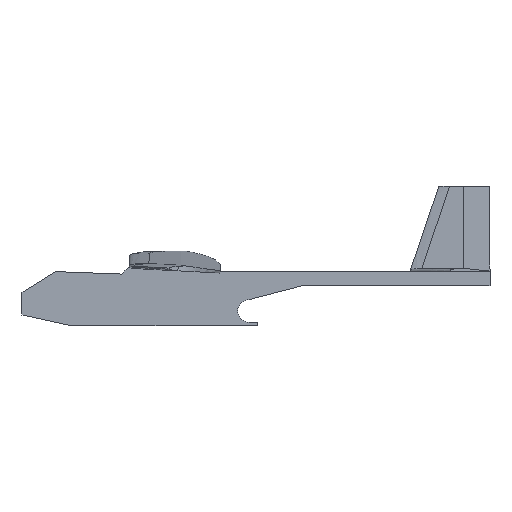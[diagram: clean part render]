
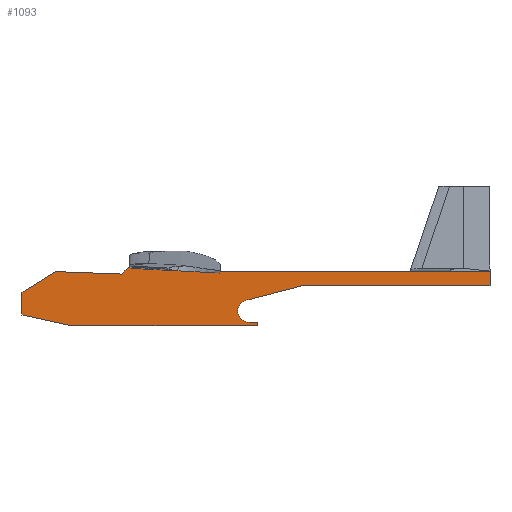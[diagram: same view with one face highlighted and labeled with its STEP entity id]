
A CAD part, left-side view. The second image highlights one B-rep face of the part: STEP entity #1093.
In plain terms, the highlighted planar face has unit normal (-1, 0, 0).
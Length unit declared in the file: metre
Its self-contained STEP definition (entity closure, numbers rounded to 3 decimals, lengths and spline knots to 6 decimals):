
#12=CIRCLE('',#1144,0.01);
#35=B_SPLINE_CURVE_WITH_KNOTS('',3,(#1519,#1520,#1521,#1522,#1523,#1524,
#1525,#1526,#1527,#1528,#1529,#1530,#1531),.UNSPECIFIED.,.F.,.F.,(4,1,1,
1,1,1,1,1,1,1,4),(0.,0.000203,0.000407,0.000813,
0.00122,0.001627,0.00244,0.003253,
0.004067,0.00488,0.006507),
 .UNSPECIFIED.);
#299=ORIENTED_EDGE('',*,*,#429,.F.);
#300=ORIENTED_EDGE('',*,*,#538,.T.);
#301=ORIENTED_EDGE('',*,*,#535,.T.);
#302=ORIENTED_EDGE('',*,*,#532,.F.);
#303=ORIENTED_EDGE('',*,*,#529,.T.);
#304=ORIENTED_EDGE('',*,*,#526,.F.);
#305=ORIENTED_EDGE('',*,*,#523,.T.);
#306=ORIENTED_EDGE('',*,*,#520,.T.);
#307=ORIENTED_EDGE('',*,*,#517,.T.);
#308=ORIENTED_EDGE('',*,*,#514,.F.);
#309=ORIENTED_EDGE('',*,*,#511,.T.);
#310=ORIENTED_EDGE('',*,*,#508,.T.);
#311=ORIENTED_EDGE('',*,*,#503,.F.);
#312=ORIENTED_EDGE('',*,*,#541,.F.);
#313=ORIENTED_EDGE('',*,*,#496,.F.);
#314=ORIENTED_EDGE('',*,*,#481,.T.);
#315=ORIENTED_EDGE('',*,*,#451,.T.);
#316=ORIENTED_EDGE('',*,*,#419,.T.);
#317=ORIENTED_EDGE('',*,*,#425,.F.);
#419=EDGE_CURVE('',#583,#584,#690,.T.);
#425=EDGE_CURVE('',#588,#584,#35,.T.);
#429=EDGE_CURVE('',#592,#588,#694,.T.);
#451=EDGE_CURVE('',#603,#583,#706,.T.);
#481=EDGE_CURVE('',#624,#603,#714,.T.);
#496=EDGE_CURVE('',#624,#636,#726,.T.);
#503=EDGE_CURVE('',#642,#643,#733,.T.);
#508=EDGE_CURVE('',#647,#643,#738,.T.);
#511=EDGE_CURVE('',#649,#647,#741,.T.);
#514=EDGE_CURVE('',#649,#651,#12,.T.);
#517=EDGE_CURVE('',#653,#651,#745,.T.);
#520=EDGE_CURVE('',#655,#653,#748,.T.);
#523=EDGE_CURVE('',#657,#655,#751,.T.);
#526=EDGE_CURVE('',#657,#659,#754,.T.);
#529=EDGE_CURVE('',#661,#659,#757,.T.);
#532=EDGE_CURVE('',#661,#663,#760,.T.);
#535=EDGE_CURVE('',#665,#663,#763,.T.);
#538=EDGE_CURVE('',#592,#665,#766,.T.);
#541=EDGE_CURVE('',#636,#642,#769,.T.);
#583=VERTEX_POINT('',#1368);
#584=VERTEX_POINT('',#1369);
#588=VERTEX_POINT('',#1517);
#592=VERTEX_POINT('',#1565);
#603=VERTEX_POINT('',#1757);
#624=VERTEX_POINT('',#3392);
#636=VERTEX_POINT('',#3429);
#642=VERTEX_POINT('',#3444);
#643=VERTEX_POINT('',#3446);
#647=VERTEX_POINT('',#3456);
#649=VERTEX_POINT('',#3462);
#651=VERTEX_POINT('',#3468);
#653=VERTEX_POINT('',#3474);
#655=VERTEX_POINT('',#3480);
#657=VERTEX_POINT('',#3486);
#659=VERTEX_POINT('',#3492);
#661=VERTEX_POINT('',#3498);
#663=VERTEX_POINT('',#3504);
#665=VERTEX_POINT('',#3510);
#690=LINE('',#1367,#792);
#694=LINE('',#1566,#796);
#706=LINE('',#1768,#808);
#714=LINE('',#3391,#816);
#726=LINE('',#3431,#828);
#733=LINE('',#3445,#835);
#738=LINE('',#3455,#840);
#741=LINE('',#3461,#843);
#745=LINE('',#3473,#847);
#748=LINE('',#3479,#850);
#751=LINE('',#3485,#853);
#754=LINE('',#3491,#856);
#757=LINE('',#3497,#859);
#760=LINE('',#3503,#862);
#763=LINE('',#3509,#865);
#766=LINE('',#3515,#868);
#769=LINE('',#3520,#871);
#792=VECTOR('',#1175,1.);
#796=VECTOR('',#1181,1.);
#808=VECTOR('',#1197,1.);
#816=VECTOR('',#1219,1.);
#828=VECTOR('',#1237,1.);
#835=VECTOR('',#1246,1.);
#840=VECTOR('',#1253,1.);
#843=VECTOR('',#1258,1.);
#847=VECTOR('',#1270,1.);
#850=VECTOR('',#1275,1.);
#853=VECTOR('',#1280,1.);
#856=VECTOR('',#1285,1.);
#859=VECTOR('',#1290,1.);
#862=VECTOR('',#1295,1.);
#865=VECTOR('',#1300,1.);
#868=VECTOR('',#1305,1.);
#871=VECTOR('',#1312,1.);
#933=EDGE_LOOP('',(#299,#300,#301,#302,#303,#304,#305,#306,#307,#308,#309,
#310,#311,#312,#313,#314,#315,#316,#317));
#992=FACE_BOUND('',#933,.T.);
#1038=PLANE('',#1155);
#1093=ADVANCED_FACE('',(#992),#1038,.F.);
#1144=AXIS2_PLACEMENT_3D('',#3467,#1263,#1264);
#1155=AXIS2_PLACEMENT_3D('',#3519,#1310,#1311);
#1175=DIRECTION('',(0.,0.999,0.052));
#1181=DIRECTION('',(0.,0.052,-0.999));
#1197=DIRECTION('',(0.,0.052,-0.999));
#1219=DIRECTION('',(0.,0.999,0.052));
#1237=DIRECTION('',(0.,-1.,0.));
#1246=DIRECTION('',(0.,0.,-1.));
#1253=DIRECTION('',(0.,-1.,0.));
#1258=DIRECTION('',(0.,-0.968,0.25));
#1263=DIRECTION('',(-1.,0.,0.));
#1264=DIRECTION('',(0.,0.,-1.));
#1270=DIRECTION('',(0.,1.,0.024));
#1275=DIRECTION('',(0.,0.,1.));
#1280=DIRECTION('',(0.,-1.,0.));
#1285=DIRECTION('',(0.,0.977,0.211));
#1290=DIRECTION('',(0.,0.,-1.));
#1295=DIRECTION('',(0.,-0.85,0.527));
#1300=DIRECTION('',(0.,0.999,0.036));
#1305=DIRECTION('',(0.,0.707,-0.707));
#1310=DIRECTION('',(1.,0.,0.));
#1311=DIRECTION('',(0.,1.,0.));
#1312=DIRECTION('',(0.,-1.,0.));
#1367=CARTESIAN_POINT('',(0.13,-0.046103,-0.00459));
#1368=CARTESIAN_POINT('',(0.13,-0.086048,-0.006683));
#1369=CARTESIAN_POINT('',(0.13,-0.012349,-0.002821));
#1517=CARTESIAN_POINT('',(0.13,-0.00621,-0.001498));
#1519=CARTESIAN_POINT('',(0.13,-0.00621,-0.001498));
#1520=CARTESIAN_POINT('',(0.13,-0.006207,-0.001567));
#1521=CARTESIAN_POINT('',(0.13,-0.006288,-0.001688));
#1522=CARTESIAN_POINT('',(0.13,-0.00651,-0.001841));
#1523=CARTESIAN_POINT('',(0.13,-0.006819,-0.001977));
#1524=CARTESIAN_POINT('',(0.13,-0.0072,-0.002104));
#1525=CARTESIAN_POINT('',(0.13,-0.007715,-0.002243));
#1526=CARTESIAN_POINT('',(0.13,-0.008368,-0.002382));
#1527=CARTESIAN_POINT('',(0.13,-0.009159,-0.002514));
#1528=CARTESIAN_POINT('',(0.13,-0.009954,-0.002621));
#1529=CARTESIAN_POINT('',(0.13,-0.011016,-0.002735));
#1530=CARTESIAN_POINT('',(0.13,-0.011815,-0.002793));
#1531=CARTESIAN_POINT('',(0.13,-0.012349,-0.002821));
#1565=CARTESIAN_POINT('',(0.13,-0.006221,-0.001289));
#1566=CARTESIAN_POINT('',(0.13,-0.00642,0.002497));
#1757=CARTESIAN_POINT('',(0.13,-0.086114,-0.005436));
#1768=CARTESIAN_POINT('',(0.13,-0.08631,-0.00169));
#3391=CARTESIAN_POINT('',(0.13,-0.046205,-0.003344));
#3392=CARTESIAN_POINT('',(0.13,-0.08615,-0.005438));
#3429=CARTESIAN_POINT('',(0.13,-0.253248,-0.005438));
#3431=CARTESIAN_POINT('',(0.13,-0.204699,-0.005438));
#3444=CARTESIAN_POINT('',(0.13,-0.323248,-0.005438));
#3445=CARTESIAN_POINT('',(0.13,-0.323248,-0.011595));
#3446=CARTESIAN_POINT('',(0.13,-0.323248,-0.017753));
#3455=CARTESIAN_POINT('',(0.13,-0.241095,-0.017753));
#3456=CARTESIAN_POINT('',(0.13,-0.158942,-0.017753));
#3461=CARTESIAN_POINT('',(0.13,-0.135286,-0.023864));
#3462=CARTESIAN_POINT('',(0.13,-0.11163,-0.029974));
#3467=CARTESIAN_POINT('',(0.13,-0.11163,-0.039974));
#3468=CARTESIAN_POINT('',(0.13,-0.11163,-0.049974));
#3473=CARTESIAN_POINT('',(0.13,-0.115251,-0.05006));
#3474=CARTESIAN_POINT('',(0.13,-0.118872,-0.050145));
#3479=CARTESIAN_POINT('',(0.13,-0.118872,-0.051569));
#3480=CARTESIAN_POINT('',(0.13,-0.118872,-0.052992));
#3485=CARTESIAN_POINT('',(0.13,-0.088143,-0.052992));
#3486=CARTESIAN_POINT('',(0.13,0.044161,-0.052992));
#3491=CARTESIAN_POINT('',(0.13,0.066001,-0.048277));
#3492=CARTESIAN_POINT('',(0.13,0.087841,-0.043563));
#3497=CARTESIAN_POINT('',(0.13,0.087841,-0.033563));
#3498=CARTESIAN_POINT('',(0.13,0.087841,-0.023563));
#3503=CARTESIAN_POINT('',(0.13,0.073234,-0.0145));
#3504=CARTESIAN_POINT('',(0.13,0.058627,-0.005438));
#3509=CARTESIAN_POINT('',(0.13,0.029344,-0.006505));
#3510=CARTESIAN_POINT('',(0.13,0.000061,-0.007572));
#3515=CARTESIAN_POINT('',(0.13,-0.003099,-0.004411));
#3519=CARTESIAN_POINT('',(0.13,-0.123076,-0.027121));
#3520=CARTESIAN_POINT('',(0.13,-0.204699,-0.005438));
